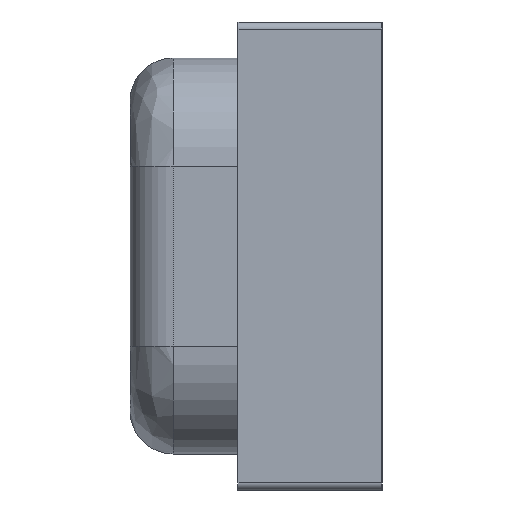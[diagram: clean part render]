
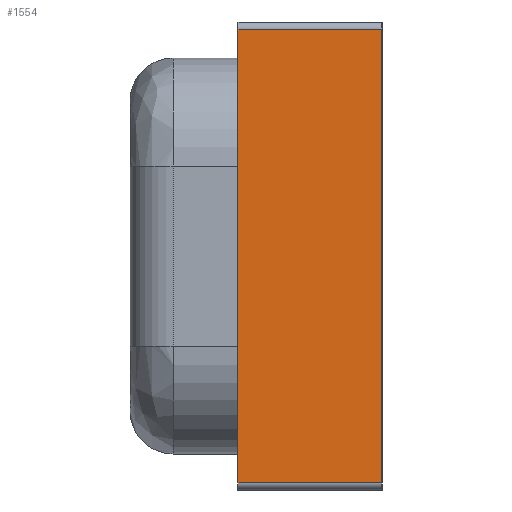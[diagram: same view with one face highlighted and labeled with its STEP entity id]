
A CAD part, left-side view. The second image highlights one B-rep face of the part: STEP entity #1554.
In plain terms, the highlighted planar face has unit normal (-1, 0, 0).
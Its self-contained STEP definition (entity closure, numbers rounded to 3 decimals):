
#6 = ORIENTED_EDGE ( 'NONE', *, *, #196, .F. ) ;
#37 = CARTESIAN_POINT ( 'NONE',  ( -1.6, 0., 0.63 ) ) ;
#50 = DIRECTION ( 'NONE',  ( 0., -1., 0. ) ) ;
#51 = VECTOR ( 'NONE', #1706, 1000. ) ;
#56 = ORIENTED_EDGE ( 'NONE', *, *, #414, .F. ) ;
#64 = DIRECTION ( 'NONE',  ( -1., 0., 0. ) ) ;
#73 = CARTESIAN_POINT ( 'NONE',  ( -1.6, 0., 0.65 ) ) ;
#96 = AXIS2_PLACEMENT_3D ( 'NONE', #73, #64, #784 ) ;
#133 = VERTEX_POINT ( 'NONE', #365 ) ;
#196 = EDGE_CURVE ( 'NONE', #1800, #1018, #562, .T. ) ;
#207 = FACE_OUTER_BOUND ( 'NONE', #778, .T. ) ;
#296 = VERTEX_POINT ( 'NONE', #1708 ) ;
#365 = CARTESIAN_POINT ( 'NONE',  ( -1.6, -0.4, -0.63 ) ) ;
#388 = LINE ( 'NONE', #1843, #51 ) ;
#414 = EDGE_CURVE ( 'NONE', #1018, #296, #1178, .T. ) ;
#475 = VECTOR ( 'NONE', #952, 1000. ) ;
#523 = CARTESIAN_POINT ( 'NONE',  ( -1.6, 0., -0.63 ) ) ;
#562 = LINE ( 'NONE', #1732, #475 ) ;
#588 = ORIENTED_EDGE ( 'NONE', *, *, #617, .F. ) ;
#617 = EDGE_CURVE ( 'NONE', #296, #133, #388, .T. ) ;
#765 = CARTESIAN_POINT ( 'NONE',  ( -1.6, 0., -0.63 ) ) ;
#778 = EDGE_LOOP ( 'NONE', ( #56, #6, #893, #588 ) ) ;
#784 = DIRECTION ( 'NONE',  ( 0., 0., 1. ) ) ;
#893 = ORIENTED_EDGE ( 'NONE', *, *, #993, .T. ) ;
#952 = DIRECTION ( 'NONE',  ( 0., 0., 1. ) ) ;
#993 = EDGE_CURVE ( 'NONE', #1800, #133, #1307, .T. ) ;
#1018 = VERTEX_POINT ( 'NONE', #1661 ) ;
#1178 = LINE ( 'NONE', #37, #1751 ) ;
#1229 = VECTOR ( 'NONE', #50, 1000. ) ;
#1305 = DIRECTION ( 'NONE',  ( 0., -1., 0. ) ) ;
#1307 = LINE ( 'NONE', #765, #1229 ) ;
#1365 = PLANE ( 'NONE',  #96 ) ;
#1554 = ADVANCED_FACE ( 'NONE', ( #207 ), #1365, .T. ) ;
#1661 = CARTESIAN_POINT ( 'NONE',  ( -1.6, 0., 0.63 ) ) ;
#1706 = DIRECTION ( 'NONE',  ( 0., 0., -1. ) ) ;
#1708 = CARTESIAN_POINT ( 'NONE',  ( -1.6, -0.4, 0.63 ) ) ;
#1732 = CARTESIAN_POINT ( 'NONE',  ( -1.6, 0., 0. ) ) ;
#1751 = VECTOR ( 'NONE', #1305, 1000. ) ;
#1800 = VERTEX_POINT ( 'NONE', #523 ) ;
#1843 = CARTESIAN_POINT ( 'NONE',  ( -1.6, -0.4, 0. ) ) ;
